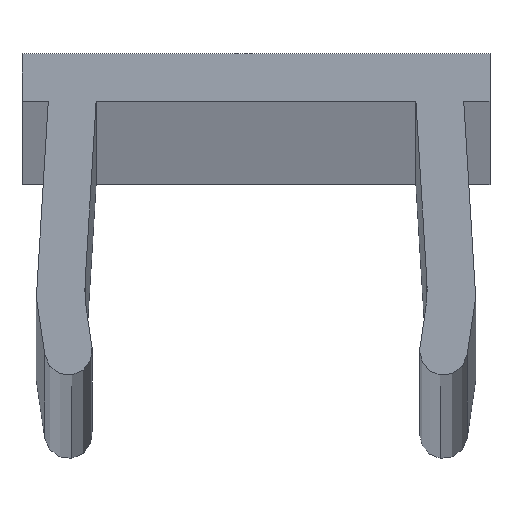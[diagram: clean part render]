
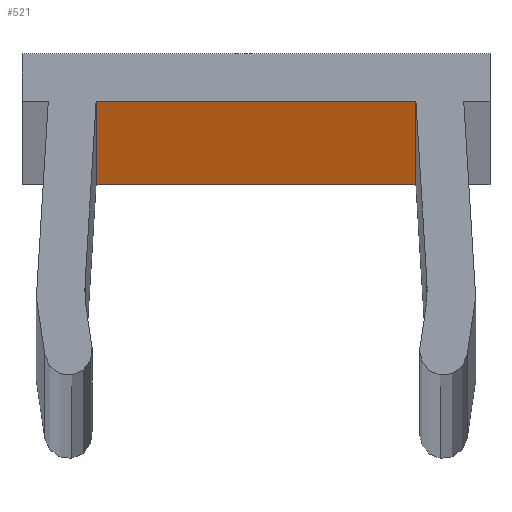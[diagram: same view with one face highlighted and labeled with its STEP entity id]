
A CAD part, top view. The second image highlights one B-rep face of the part: STEP entity #521.
In plain terms, the highlighted planar face has unit normal (0, -1, 0).
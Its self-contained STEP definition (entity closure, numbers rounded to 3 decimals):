
#20 = LINE ( 'NONE', #994, #928 ) ;
#55 = AXIS2_PLACEMENT_3D ( 'NONE', #629, #867, #542 ) ;
#80 = CARTESIAN_POINT ( 'NONE',  ( -3.348, -0.5, 500. ) ) ;
#88 = VERTEX_POINT ( 'NONE', #724 ) ;
#236 = CARTESIAN_POINT ( 'NONE',  ( -3.348, -0.5, 500. ) ) ;
#281 = VERTEX_POINT ( 'NONE', #850 ) ;
#288 = EDGE_CURVE ( 'NONE', #88, #648, #562, .T. ) ;
#301 = VECTOR ( 'NONE', #977, 1000. ) ;
#363 = PLANE ( 'NONE',  #55 ) ;
#395 = VERTEX_POINT ( 'NONE', #941 ) ;
#411 = LINE ( 'NONE', #236, #301 ) ;
#441 = FACE_OUTER_BOUND ( 'NONE', #918, .T. ) ;
#504 = ORIENTED_EDGE ( 'NONE', *, *, #288, .F. ) ;
#521 = ADVANCED_FACE ( 'NONE', ( #441 ), #363, .F. ) ;
#542 = DIRECTION ( 'NONE',  ( -1., 0., 0. ) ) ;
#562 = LINE ( 'NONE', #873, #723 ) ;
#629 = CARTESIAN_POINT ( 'NONE',  ( -3.348, -0.5, 500. ) ) ;
#643 = EDGE_CURVE ( 'NONE', #395, #281, #411, .T. ) ;
#648 = VERTEX_POINT ( 'NONE', #969 ) ;
#723 = VECTOR ( 'NONE', #963, 1000. ) ;
#724 = CARTESIAN_POINT ( 'NONE',  ( 3.348, -0.5, 500. ) ) ;
#726 = EDGE_CURVE ( 'NONE', #395, #88, #742, .T. ) ;
#742 = LINE ( 'NONE', #80, #891 ) ;
#749 = DIRECTION ( 'NONE',  ( 1., 0., 0. ) ) ;
#757 = ORIENTED_EDGE ( 'NONE', *, *, #975, .T. ) ;
#850 = CARTESIAN_POINT ( 'NONE',  ( -3.348, -0.5, -500. ) ) ;
#867 = DIRECTION ( 'NONE',  ( 0., 1., 0. ) ) ;
#873 = CARTESIAN_POINT ( 'NONE',  ( 3.348, -0.5, 500. ) ) ;
#890 = ORIENTED_EDGE ( 'NONE', *, *, #643, .T. ) ;
#891 = VECTOR ( 'NONE', #899, 1000. ) ;
#899 = DIRECTION ( 'NONE',  ( 1., 0., 0. ) ) ;
#918 = EDGE_LOOP ( 'NONE', ( #757, #504, #1005, #890 ) ) ;
#928 = VECTOR ( 'NONE', #749, 1000. ) ;
#941 = CARTESIAN_POINT ( 'NONE',  ( -3.348, -0.5, 500. ) ) ;
#963 = DIRECTION ( 'NONE',  ( 0., 0., -1. ) ) ;
#969 = CARTESIAN_POINT ( 'NONE',  ( 3.348, -0.5, -500. ) ) ;
#975 = EDGE_CURVE ( 'NONE', #281, #648, #20, .T. ) ;
#977 = DIRECTION ( 'NONE',  ( 0., 0., -1. ) ) ;
#994 = CARTESIAN_POINT ( 'NONE',  ( -3.348, -0.5, -500. ) ) ;
#1005 = ORIENTED_EDGE ( 'NONE', *, *, #726, .F. ) ;
